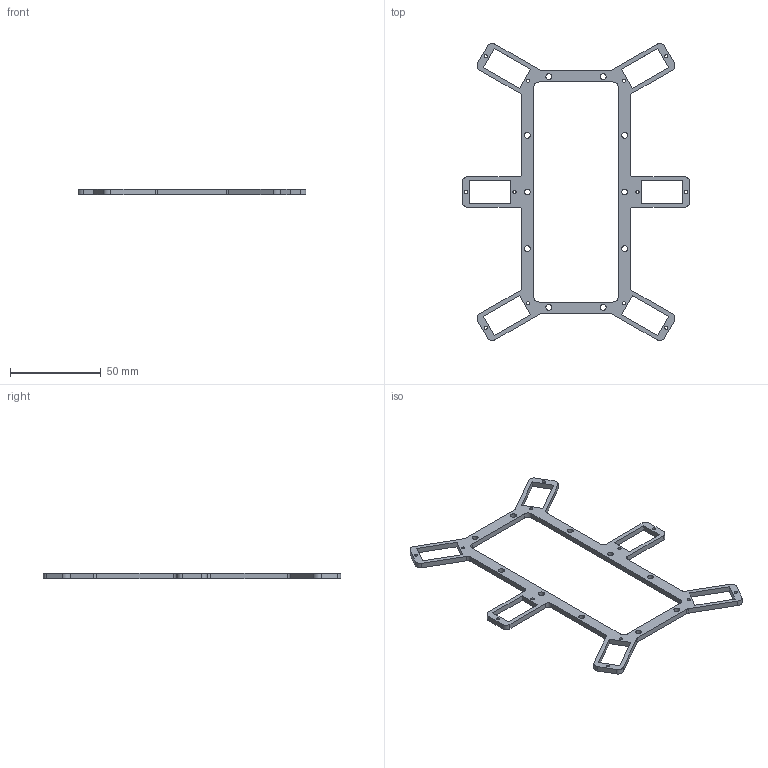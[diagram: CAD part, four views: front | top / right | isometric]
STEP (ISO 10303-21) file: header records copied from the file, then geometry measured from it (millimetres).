
FILE_DESCRIPTION(('FreeCAD Model'),'2;1');
FILE_NAME('Open CASCADE Shape Model','2024-12-05T21:20:20',(''),(''), 'Open CASCADE STEP processor 7.6','FreeCAD','Unknown');
FILE_SCHEMA(('AUTOMOTIVE_DESIGN { 1 0 10303 214 1 1 1 1 }'));
Length unit declared in the file: millimetre
Products named in the file (1): Fillet003001
Bounding box: 125.8 x 164.2 x 3 mm (x, y, z)
Volume: 10338.7 mm3; surface area: 11820.2 mm2
Topology: 1 solids, 1 shells, 104 faces, 306 edges, 204 vertices
Faces by surface type: plane 54, cylinder 50
Full cylindrical faces by diameter (mm): 1.8 x12, 3.2 x10
Entity records: 7778 total; most frequent: CARTESIAN_POINT 1595, DIRECTION 1160, LINE 710, VECTOR 710, ORIENTED_EDGE 612, PCURVE 612, DEFINITIONAL_REPRESENTATION 612, EDGE_CURVE 306
